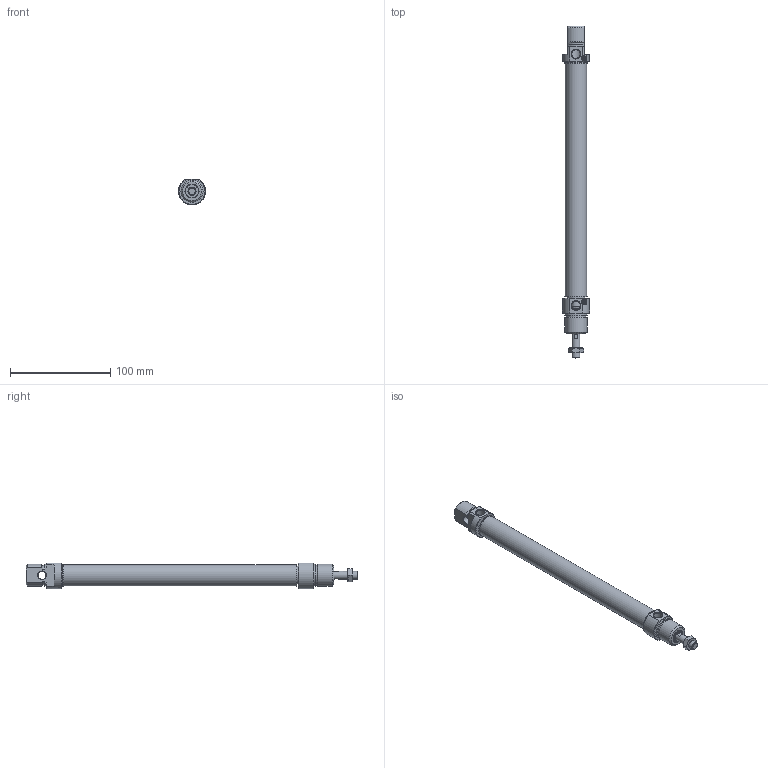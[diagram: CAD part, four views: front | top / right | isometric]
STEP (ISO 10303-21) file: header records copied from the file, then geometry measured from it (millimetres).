
FILE_DESCRIPTION(/* description */ (''),/* implementation_level */ '2;1');
FILE_NAME(/* name */ 'ZDM020.200.GS.MW.stp',/* time_stamp */ '2020-05-20T16:49:27+02:00',/* author */ ('carlo.corazza'),/* organization */ (''),/* preprocessor_version */ 'ST-DEVELOPER v16.5',/* originating_system */ 'Autodesk Inventor 2017',/* authorisation */ '');
FILE_SCHEMA (('AUTOMOTIVE_DESIGN { 1 0 10303 214 3 1 1 }'));
Length unit declared in the file: millimetre
Products named in the file (6): ZDM020.200.GS.MW; TP; CORPO-200; STELO-200; TA; 29.5008.125.0
Assembly tree (5 placements, depth 2):
  ZDM020.200.GS.MW
    TP
    CORPO-200
    STELO-200
    TA
    29.5008.125.0
Bounding box: 26.95 x 331.2 x 25.5 mm (x, y, z)
Volume: 24346.7 mm3; surface area: 49927.5 mm2
Topology: 4 solids, 16 shells, 246 faces, 540 edges, 343 vertices
Faces by surface type: plane 87, cone 68, cylinder 67, torus 11, bspline 9, sphere 4
Full cylindrical faces by diameter (mm): 1 x2, 1.75 x2, 2 x8, 2.1 x2, 2.2 x2, 2.459 x2, 3.4 x4, 3.5 x4, 6 x2, 6.647 x1, 7.9 x1, 8 x3, 8.5 x2, 8.566 x2, 9.1 x1, 9.5 x1, 10 x2, 12 x2, 12.1 x1, 14.1 x1, 14.2 x1, 17.8 x2, 19.7 x1, 20 x1, 21.27 x1, 22 x2, 22.2 x2
Entity records: 7179 total; most frequent: CARTESIAN_POINT 2101, DIRECTION 1026, ORIENTED_EDGE 766, AXIS2_PLACEMENT_3D 474, EDGE_LOOP 411, EDGE_CURVE 375, VERTEX_POINT 292, FACE_OUTER_BOUND 244
